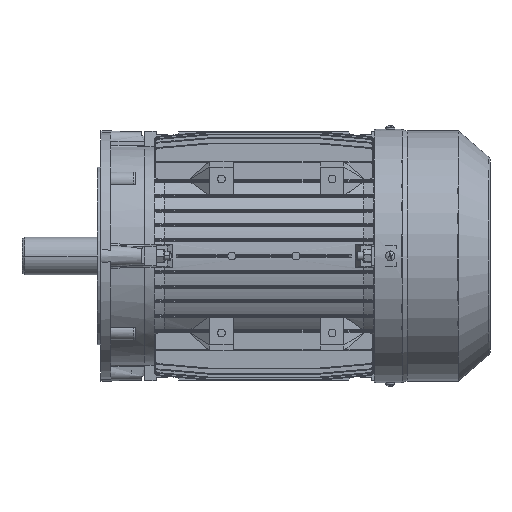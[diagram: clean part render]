
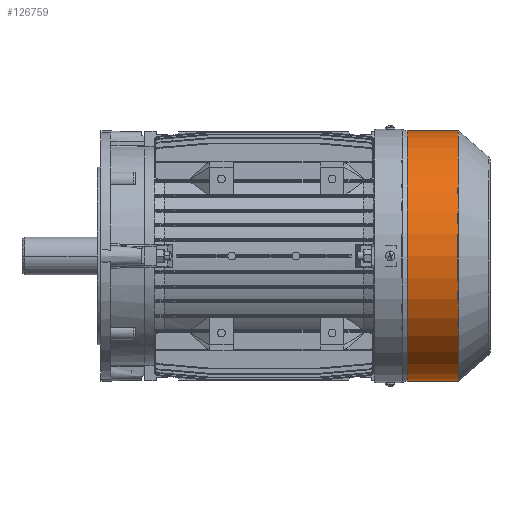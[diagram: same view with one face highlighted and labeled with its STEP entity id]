
A CAD part, front view. The second image highlights one B-rep face of the part: STEP entity #126759.
In plain terms, the highlighted cylindrical face has radius 126.7 mm (diameter 253.4 mm), a partial arc.
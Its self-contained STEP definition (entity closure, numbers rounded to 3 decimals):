
#55925 = ORIENTED_EDGE ( 'NONE', *, *, #126728, .F. ) ;
#117593 = CARTESIAN_POINT ( 'NONE',  ( 33., 0., -126.7 ) ) ;
#117594 = CARTESIAN_POINT ( 'NONE',  ( 33., 0., 126.7 ) ) ;
#117758 = DIRECTION ( 'NONE',  ( -1., 0., 0. ) ) ;
#117759 = VECTOR ( 'NONE', #117758, 1000. ) ;
#117760 = CARTESIAN_POINT ( 'NONE',  ( 0., 0., 126.7 ) ) ;
#117761 = LINE ( 'NONE', #117760, #117759 ) ;
#117763 = DIRECTION ( 'NONE',  ( -1., 0., 0. ) ) ;
#117764 = VECTOR ( 'NONE', #117763, 1000. ) ;
#117765 = CARTESIAN_POINT ( 'NONE',  ( 0., 0., -126.7 ) ) ;
#117766 = LINE ( 'NONE', #117765, #117764 ) ;
#117767 = CARTESIAN_POINT ( 'NONE',  ( 85., 0., -126.7 ) ) ;
#117768 = CARTESIAN_POINT ( 'NONE',  ( 85., 0., 126.7 ) ) ;
#117800 = DIRECTION ( 'NONE',  ( 0., 0., 1. ) ) ;
#117801 = DIRECTION ( 'NONE',  ( -1., 0., 0. ) ) ;
#117802 = CARTESIAN_POINT ( 'NONE',  ( 33., 0., 0. ) ) ;
#117803 = AXIS2_PLACEMENT_3D ( 'NONE', #117802, #117801, #117800 ) ;
#117804 = CIRCLE ( 'NONE', #117803, 126.7 ) ;
#117834 = DIRECTION ( 'NONE',  ( 0., 0., 1. ) ) ;
#117835 = DIRECTION ( 'NONE',  ( -1., 0., 0. ) ) ;
#117836 = CARTESIAN_POINT ( 'NONE',  ( 0., 0., 0. ) ) ;
#117837 = AXIS2_PLACEMENT_3D ( 'NONE', #117836, #117835, #117834 ) ;
#117838 = CYLINDRICAL_SURFACE ( 'NONE', #117837, 126.7 ) ;
#117839 = FACE_OUTER_BOUND ( 'NONE', #126760, .T. ) ;
#117840 = DIRECTION ( 'NONE',  ( 0., 0., 1. ) ) ;
#117841 = DIRECTION ( 'NONE',  ( -1., 0., 0. ) ) ;
#117842 = CARTESIAN_POINT ( 'NONE',  ( 85., 0., 0. ) ) ;
#117843 = AXIS2_PLACEMENT_3D ( 'NONE', #117842, #117841, #117840 ) ;
#117844 = CIRCLE ( 'NONE', #117843, 126.7 ) ;
#126655 = VERTEX_POINT ( 'NONE', #117594 ) ;
#126656 = VERTEX_POINT ( 'NONE', #117593 ) ;
#126725 = VERTEX_POINT ( 'NONE', #117768 ) ;
#126726 = VERTEX_POINT ( 'NONE', #117767 ) ;
#126728 = EDGE_CURVE ( 'NONE', #126726, #126656, #117766, .T. ) ;
#126731 = EDGE_CURVE ( 'NONE', #126725, #126655, #117761, .T. ) ;
#126738 = ORIENTED_EDGE ( 'NONE', *, *, #126758, .T. ) ;
#126739 = ORIENTED_EDGE ( 'NONE', *, *, #126731, .T. ) ;
#126740 = ORIENTED_EDGE ( 'NONE', *, *, #126741, .F. ) ;
#126741 = EDGE_CURVE ( 'NONE', #126656, #126655, #117804, .T. ) ;
#126758 = EDGE_CURVE ( 'NONE', #126726, #126725, #117844, .T. ) ;
#126759 = ADVANCED_FACE ( 'NONE', ( #117839 ), #117838, .T. ) ;
#126760 = EDGE_LOOP ( 'NONE', ( #55925, #126738, #126739, #126740 ) ) ;
